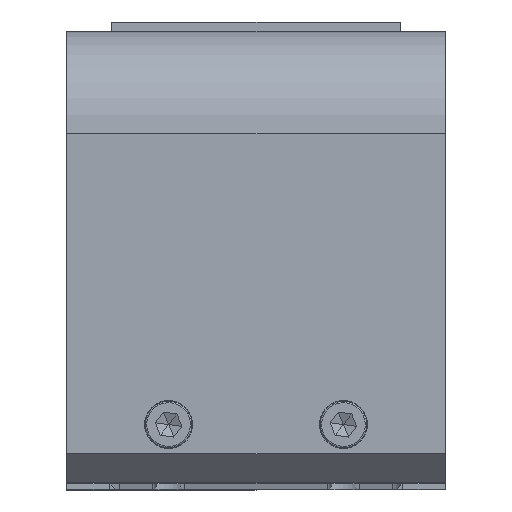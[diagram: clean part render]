
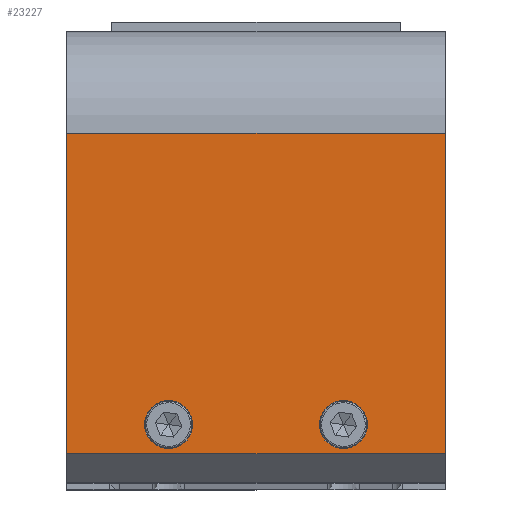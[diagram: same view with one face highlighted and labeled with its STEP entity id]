
A CAD part, top view. The second image highlights one B-rep face of the part: STEP entity #23227.
In plain terms, the highlighted planar face has unit normal (0, 0, 1).
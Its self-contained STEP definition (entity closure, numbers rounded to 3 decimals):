
#739 = VERTEX_POINT ( 'NONE', #52544 ) ;
#3151 = LINE ( 'NONE', #57714, #47002 ) ;
#3622 = CIRCLE ( 'NONE', #149881, 8.25 ) ;
#7369 = CARTESIAN_POINT ( 'NONE',  ( 173.467, 207.762, 762.525 ) ) ;
#12177 = CARTESIAN_POINT ( 'NONE',  ( 78.467, 197.762, 762.525 ) ) ;
#12611 = AXIS2_PLACEMENT_3D ( 'NONE', #139412, #44140, #125943 ) ;
#12769 = EDGE_CURVE ( 'NONE', #81423, #127731, #27925, .T. ) ;
#13080 = VERTEX_POINT ( 'NONE', #89820 ) ;
#17177 = CARTESIAN_POINT ( 'NONE',  ( 208.467, 197.762, 762.525 ) ) ;
#18879 = ORIENTED_EDGE ( 'NONE', *, *, #12769, .F. ) ;
#22004 = VECTOR ( 'NONE', #140155, 1000. ) ;
#22052 = DIRECTION ( 'NONE',  ( 1., 0., 0. ) ) ;
#22575 = CARTESIAN_POINT ( 'NONE',  ( 78.467, 307.762, 762.525 ) ) ;
#23227 = ADVANCED_FACE ( 'NONE', ( #68829, #26591, #162335 ), #123639, .F. ) ;
#24904 = VERTEX_POINT ( 'NONE', #174525 ) ;
#26591 = FACE_BOUND ( 'NONE', #85696, .T. ) ;
#27880 = EDGE_CURVE ( 'NONE', #170672, #127731, #3151, .T. ) ;
#27925 = LINE ( 'NONE', #17177, #22004 ) ;
#29838 = ORIENTED_EDGE ( 'NONE', *, *, #88290, .T. ) ;
#30046 = AXIS2_PLACEMENT_3D ( 'NONE', #124537, #111047, #95818 ) ;
#32879 = DIRECTION ( 'NONE',  ( -1., 0., 0. ) ) ;
#33775 = CARTESIAN_POINT ( 'NONE',  ( 208.467, 307.762, 762.525 ) ) ;
#35140 = EDGE_CURVE ( 'NONE', #24904, #739, #3622, .T. ) ;
#36284 = CARTESIAN_POINT ( 'NONE',  ( 113.467, 207.762, 762.525 ) ) ;
#40944 = CARTESIAN_POINT ( 'NONE',  ( 165.217, 207.762, 762.525 ) ) ;
#44140 = DIRECTION ( 'NONE',  ( 0., 0., 1. ) ) ;
#47002 = VECTOR ( 'NONE', #173685, 1000. ) ;
#52544 = CARTESIAN_POINT ( 'NONE',  ( 121.717, 207.762, 762.525 ) ) ;
#57714 = CARTESIAN_POINT ( 'NONE',  ( 78.467, 197.762, 762.525 ) ) ;
#58293 = CIRCLE ( 'NONE', #153049, 8.25 ) ;
#59479 = EDGE_CURVE ( 'NONE', #99006, #81423, #152600, .T. ) ;
#68829 = FACE_BOUND ( 'NONE', #78927, .T. ) ;
#69944 = EDGE_LOOP ( 'NONE', ( #134315, #18879, #94025, #29838 ) ) ;
#70827 = CARTESIAN_POINT ( 'NONE',  ( 208.467, 197.762, 762.525 ) ) ;
#78927 = EDGE_LOOP ( 'NONE', ( #129859, #81201 ) ) ;
#79365 = VECTOR ( 'NONE', #151720, 1000. ) ;
#81201 = ORIENTED_EDGE ( 'NONE', *, *, #35140, .F. ) ;
#81423 = VERTEX_POINT ( 'NONE', #175174 ) ;
#85696 = EDGE_LOOP ( 'NONE', ( #101123, #157148 ) ) ;
#88290 = EDGE_CURVE ( 'NONE', #99006, #170672, #112061, .T. ) ;
#89820 = CARTESIAN_POINT ( 'NONE',  ( 181.717, 207.762, 762.525 ) ) ;
#94025 = ORIENTED_EDGE ( 'NONE', *, *, #59479, .F. ) ;
#95818 = DIRECTION ( 'NONE',  ( -1., 0., 0. ) ) ;
#97727 = CARTESIAN_POINT ( 'NONE',  ( 208.467, 307.762, 762.525 ) ) ;
#99006 = VERTEX_POINT ( 'NONE', #33775 ) ;
#100963 = VERTEX_POINT ( 'NONE', #40944 ) ;
#101123 = ORIENTED_EDGE ( 'NONE', *, *, #161363, .F. ) ;
#101551 = EDGE_CURVE ( 'NONE', #739, #24904, #118574, .T. ) ;
#108710 = VECTOR ( 'NONE', #32879, 1000. ) ;
#111047 = DIRECTION ( 'NONE',  ( 0., 0., -1. ) ) ;
#112061 = LINE ( 'NONE', #97727, #108710 ) ;
#114224 = DIRECTION ( 'NONE',  ( 0., 0., 1. ) ) ;
#118574 = CIRCLE ( 'NONE', #12611, 8.25 ) ;
#119299 = EDGE_CURVE ( 'NONE', #100963, #13080, #58293, .T. ) ;
#123639 = PLANE ( 'NONE',  #30046 ) ;
#124537 = CARTESIAN_POINT ( 'NONE',  ( 208.467, 197.762, 762.525 ) ) ;
#125943 = DIRECTION ( 'NONE',  ( 1., 0., 0. ) ) ;
#127731 = VERTEX_POINT ( 'NONE', #12177 ) ;
#129859 = ORIENTED_EDGE ( 'NONE', *, *, #101551, .F. ) ;
#132180 = DIRECTION ( 'NONE',  ( 1., 0., 0. ) ) ;
#132756 = CIRCLE ( 'NONE', #141431, 8.25 ) ;
#134315 = ORIENTED_EDGE ( 'NONE', *, *, #27880, .T. ) ;
#139412 = CARTESIAN_POINT ( 'NONE',  ( 113.467, 207.762, 762.525 ) ) ;
#140155 = DIRECTION ( 'NONE',  ( -1., 0., 0. ) ) ;
#140248 = CARTESIAN_POINT ( 'NONE',  ( 173.467, 207.762, 762.525 ) ) ;
#141431 = AXIS2_PLACEMENT_3D ( 'NONE', #7369, #145644, #132180 ) ;
#145644 = DIRECTION ( 'NONE',  ( 0., 0., 1. ) ) ;
#149881 = AXIS2_PLACEMENT_3D ( 'NONE', #36284, #157625, #22052 ) ;
#151720 = DIRECTION ( 'NONE',  ( 0., -1., 0. ) ) ;
#151995 = DIRECTION ( 'NONE',  ( 1., 0., 0. ) ) ;
#152600 = LINE ( 'NONE', #70827, #79365 ) ;
#153049 = AXIS2_PLACEMENT_3D ( 'NONE', #140248, #114224, #151995 ) ;
#157148 = ORIENTED_EDGE ( 'NONE', *, *, #119299, .F. ) ;
#157625 = DIRECTION ( 'NONE',  ( 0., 0., 1. ) ) ;
#161363 = EDGE_CURVE ( 'NONE', #13080, #100963, #132756, .T. ) ;
#162335 = FACE_OUTER_BOUND ( 'NONE', #69944, .T. ) ;
#170672 = VERTEX_POINT ( 'NONE', #22575 ) ;
#173685 = DIRECTION ( 'NONE',  ( 0., -1., 0. ) ) ;
#174525 = CARTESIAN_POINT ( 'NONE',  ( 105.217, 207.762, 762.525 ) ) ;
#175174 = CARTESIAN_POINT ( 'NONE',  ( 208.467, 197.762, 762.525 ) ) ;
